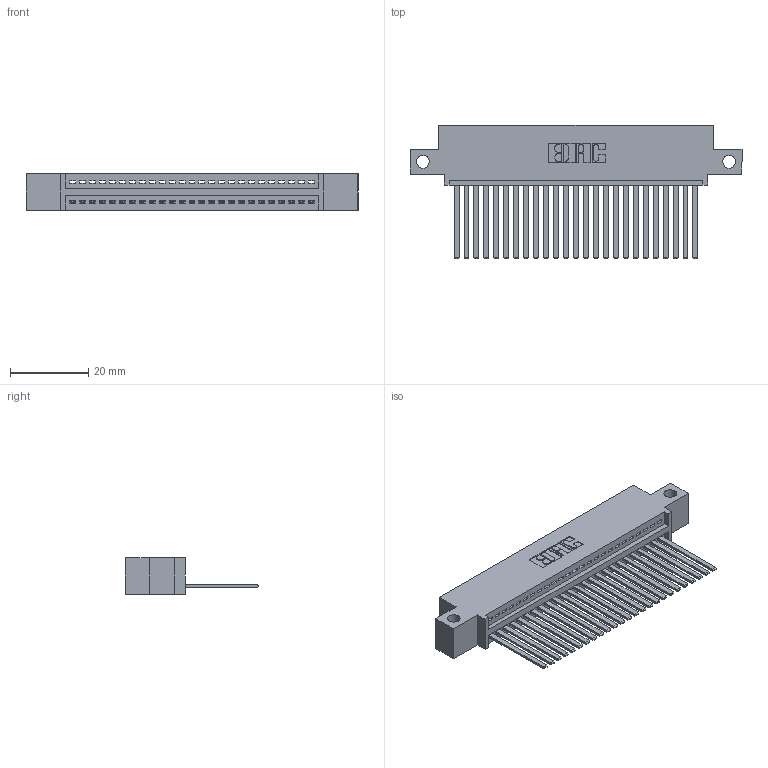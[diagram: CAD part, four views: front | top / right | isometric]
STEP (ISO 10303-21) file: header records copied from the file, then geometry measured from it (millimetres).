
FILE_DESCRIPTION (( 'STEP AP203' ), '1' );
FILE_NAME ('395-025-544-412.STEP', '2018-11-09T13:34:45', ( '' ), ( '' ), 'SwSTEP 2.0', 'SolidWorks 2016', '' );
FILE_SCHEMA (( 'CONFIG_CONTROL_DESIGN' ));
Length unit declared in the file: inch
Products named in the file (3): 345-292-001_345-293-144; 395-025-544-412; 345 Part_0.110 Offset - Side Mount
Assembly tree (26 placements, depth 2):
  395-025-544-412
    345 Part_0.110 Offset - Side Mount
    345-292-001_345-293-144  x25
Bounding box: 84.71 x 33.96 x 9.4 mm (x, y, z)
Volume: 8035.4 mm3; surface area: 11256.3 mm2
Topology: 26 solids, 26 shells, 1430 faces, 4303 edges, 2834 vertices
Faces by surface type: plane 984, cylinder 446
Entity records: 21055 total; most frequent: CARTESIAN_POINT 3655, ORIENTED_EDGE 3614, DIRECTION 3213, EDGE_CURVE 1807, LINE 1579, VECTOR 1579, VERTEX_POINT 1202, AXIS2_PLACEMENT_3D 817
